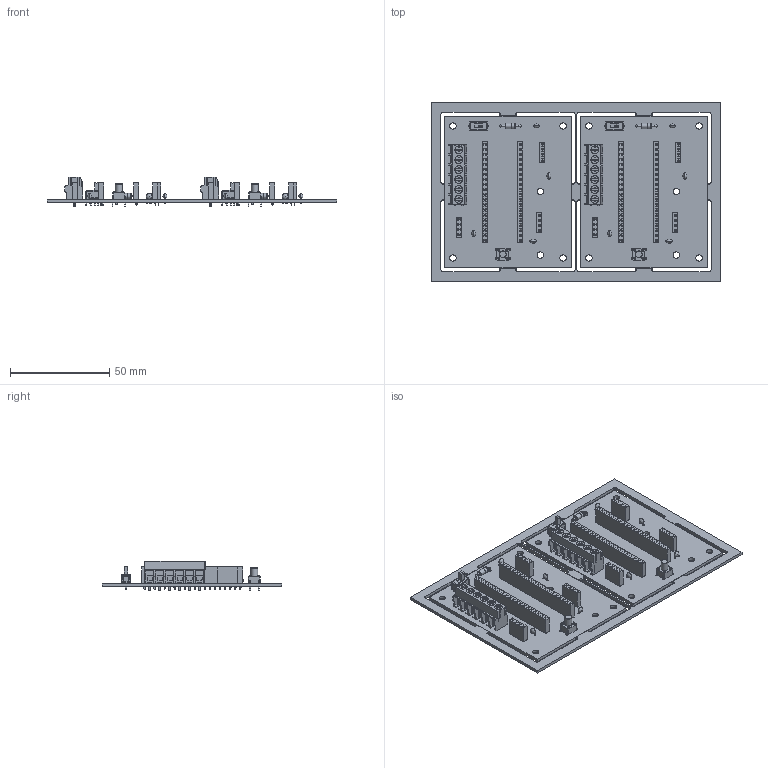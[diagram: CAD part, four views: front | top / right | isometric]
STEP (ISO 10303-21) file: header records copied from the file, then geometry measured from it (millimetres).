
FILE_DESCRIPTION(('KiCad electronic assembly'),'2;1');
FILE_NAME('lightThermo_panel.step','2025-03-16T21:47:45',('Pcbnew'),( 'Kicad'),'Open CASCADE STEP processor 7.8','KiCad to STEP converter' ,'Unknown');
FILE_SCHEMA(('AUTOMOTIVE_DESIGN { 1 0 10303 214 1 1 1 1 }'));
Length unit declared in the file: millimetre
Products named in the file (11): lightThermo_panel 1; PinSocket_1x04_P2.54mm_Vertical; C_Disc_D3.0mm_W2.0mm_P2.50mm; TerminalBlock_Phoenix_PT-1,5-6-5.0-H_1x06_P5.00mm_Horizontal; SW_PUSH_6mm_H8mm; PinSocket_1x20_P2.54mm_Vertical; SW_Slide_SPDT_Straight_CK_OS102011MS2Q; D_DO-41_SOD81_P10.16mm_Horizontal; lightThermo_panel_PCB_1; lightThermo_panel_PCB_2; lightThermo_panel_PCB_3
Assembly tree (29 placements, depth 2):
  lightThermo_panel 1
    PinSocket_1x04_P2.54mm_Vertical  x6
    C_Disc_D3.0mm_W2.0mm_P2.50mm  x8
    TerminalBlock_Phoenix_PT-1,5-6-5.0-H_1x06_P5.00mm_Horizontal  x2
    SW_PUSH_6mm_H8mm  x2
    PinSocket_1x20_P2.54mm_Vertical  x4
    SW_Slide_SPDT_Straight_CK_OS102011MS2Q  x2
    D_DO-41_SOD81_P10.16mm_Horizontal  x2
    lightThermo_panel_PCB_1
    lightThermo_panel_PCB_2
    lightThermo_panel_PCB_3
Bounding box: 146 x 90.5 x 15 mm (x, y, z)
Volume: 28171.6 mm3; surface area: 43658.6 mm2
Topology: 39 solids, 39 shells, 4723 faces, 12379 edges, 7992 vertices
Faces by surface type: plane 4203, cylinder 482, revolution 16, sphere 16, torus 6
Full cylindrical faces by diameter (mm): 0.5 x16, 0.8 x30, 1 x124, 1.1 x12, 1.3 x12, 1.5 x4, 2.2 x12, 2.7 x4, 2.72 x2, 3.2 x12, 3.5 x2, 3.8 x12, 4 x12
Entity records: 69146 total; most frequent: CARTESIAN_POINT 10051, ORIENTED_EDGE 9686, DIRECTION 9164, EDGE_CURVE 4843, LINE 4188, VECTOR 4188, VERTEX_POINT 3142, AXIS2_PLACEMENT_3D 2487
